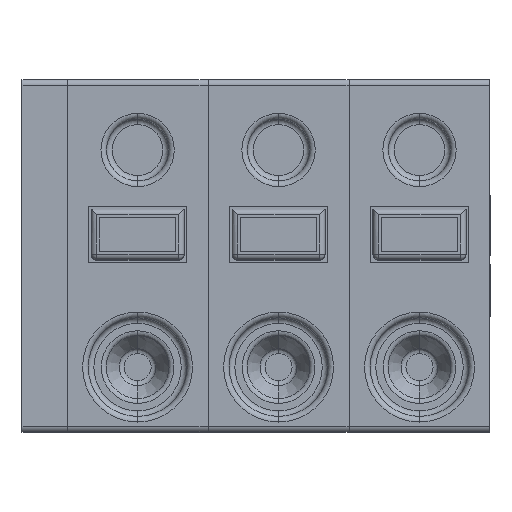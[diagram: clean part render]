
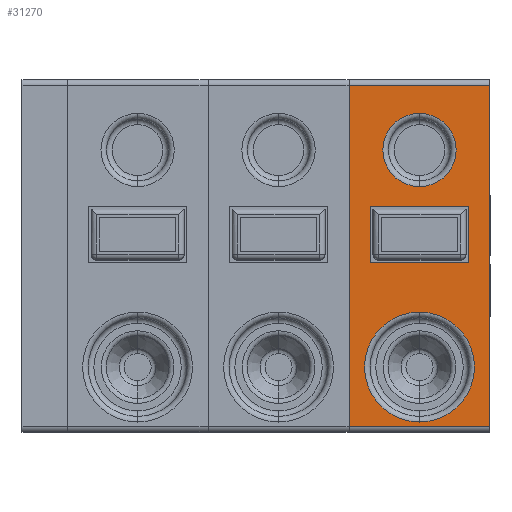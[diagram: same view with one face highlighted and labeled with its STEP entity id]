
A CAD part, top view. The second image highlights one B-rep face of the part: STEP entity #31270.
In plain terms, the highlighted planar face has unit normal (0, 0, 1).
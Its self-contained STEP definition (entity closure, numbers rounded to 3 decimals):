
#1385 = CARTESIAN_POINT ( 'NONE',  ( 7.55, -0.25, 11.94 ) ) ;
#1605 = VECTOR ( 'NONE', #28706, 1000. ) ;
#1650 = DIRECTION ( 'NONE',  ( 0., 0., -1. ) ) ;
#1822 = DIRECTION ( 'NONE',  ( 0., -1., 0. ) ) ;
#1930 = AXIS2_PLACEMENT_3D ( 'NONE', #25584, #1650, #1822 ) ;
#3230 = EDGE_CURVE ( 'NONE', #8268, #29590, #14739, .T. ) ;
#3591 = EDGE_LOOP ( 'NONE', ( #15374, #30503, #14254, #9022 ) ) ;
#3629 = CIRCLE ( 'NONE', #31887, 1.95 ) ;
#3745 = FACE_BOUND ( 'NONE', #15646, .T. ) ;
#3924 = CARTESIAN_POINT ( 'NONE',  ( 3.3, -6.25, 11.94 ) ) ;
#4139 = CARTESIAN_POINT ( 'NONE',  ( 3.3, -6.05, 11.94 ) ) ;
#4381 = CARTESIAN_POINT ( 'NONE',  ( 8.3, -6.25, 11.94 ) ) ;
#4387 = EDGE_CURVE ( 'NONE', #30148, #10936, #33627, .T. ) ;
#4413 = VERTEX_POINT ( 'NONE', #31222 ) ;
#4440 = CIRCLE ( 'NONE', #32679, 1.3 ) ;
#4769 = EDGE_CURVE ( 'NONE', #4413, #5923, #3629, .T. ) ;
#5068 = DIRECTION ( 'NONE',  ( 0., 0., -1. ) ) ;
#5522 = VERTEX_POINT ( 'NONE', #21131 ) ;
#5627 = VERTEX_POINT ( 'NONE', #32363 ) ;
#5920 = VECTOR ( 'NONE', #17286, 1000. ) ;
#5923 = VERTEX_POINT ( 'NONE', #11971 ) ;
#6031 = LINE ( 'NONE', #11379, #33705 ) ;
#6032 = DIRECTION ( 'NONE',  ( 0., 0., 1. ) ) ;
#6705 = LINE ( 'NONE', #3924, #5920 ) ;
#7166 = DIRECTION ( 'NONE',  ( 0., 1., 0. ) ) ;
#7788 = LINE ( 'NONE', #12817, #21681 ) ;
#7876 = DIRECTION ( 'NONE',  ( 0., -1., 0. ) ) ;
#7920 = VERTEX_POINT ( 'NONE', #4139 ) ;
#7943 = LINE ( 'NONE', #31727, #22741 ) ;
#7998 = ORIENTED_EDGE ( 'NONE', *, *, #18913, .F. ) ;
#8230 = VERTEX_POINT ( 'NONE', #16768 ) ;
#8268 = VERTEX_POINT ( 'NONE', #8603 ) ;
#8603 = CARTESIAN_POINT ( 'NONE',  ( 5.8, 5.05, 11.94 ) ) ;
#8866 = EDGE_CURVE ( 'NONE', #7920, #8230, #7943, .T. ) ;
#9022 = ORIENTED_EDGE ( 'NONE', *, *, #9942, .F. ) ;
#9942 = EDGE_CURVE ( 'NONE', #18995, #5627, #7788, .T. ) ;
#10538 = DIRECTION ( 'NONE',  ( 1., 0., 0. ) ) ;
#10698 = EDGE_CURVE ( 'NONE', #8230, #5522, #20178, .T. ) ;
#10936 = VERTEX_POINT ( 'NONE', #1385 ) ;
#11379 = CARTESIAN_POINT ( 'NONE',  ( 4.05, -0.25, 11.94 ) ) ;
#11566 = DIRECTION ( 'NONE',  ( 0., -1., 0. ) ) ;
#11971 = CARTESIAN_POINT ( 'NONE',  ( 5.8, -5.9, 11.94 ) ) ;
#12594 = ORIENTED_EDGE ( 'NONE', *, *, #4769, .T. ) ;
#12817 = CARTESIAN_POINT ( 'NONE',  ( 4.05, 1.75, 11.94 ) ) ;
#13708 = DIRECTION ( 'NONE',  ( -1., 0., 0. ) ) ;
#13904 = VECTOR ( 'NONE', #15399, 1000. ) ;
#13985 = FACE_BOUND ( 'NONE', #3591, .T. ) ;
#14254 = ORIENTED_EDGE ( 'NONE', *, *, #19826, .F. ) ;
#14739 = CIRCLE ( 'NONE', #19176, 1.3 ) ;
#15044 = ORIENTED_EDGE ( 'NONE', *, *, #30157, .T. ) ;
#15163 = CARTESIAN_POINT ( 'NONE',  ( 4.05, -0.25, 11.94 ) ) ;
#15231 = CARTESIAN_POINT ( 'NONE',  ( 4.05, -0.25, 11.94 ) ) ;
#15374 = ORIENTED_EDGE ( 'NONE', *, *, #16430, .F. ) ;
#15399 = DIRECTION ( 'NONE',  ( 1., 0., 0. ) ) ;
#15646 = EDGE_LOOP ( 'NONE', ( #15044, #29210 ) ) ;
#16430 = EDGE_CURVE ( 'NONE', #10936, #18995, #23513, .T. ) ;
#16768 = CARTESIAN_POINT ( 'NONE',  ( 8.3, -6.05, 11.94 ) ) ;
#17286 = DIRECTION ( 'NONE',  ( 0., 1., 0. ) ) ;
#17820 = DIRECTION ( 'NONE',  ( 0., 0., -1. ) ) ;
#18814 = DIRECTION ( 'NONE',  ( 0., 0., -1. ) ) ;
#18913 = EDGE_CURVE ( 'NONE', #7920, #24880, #6705, .T. ) ;
#18995 = VERTEX_POINT ( 'NONE', #19555 ) ;
#19176 = AXIS2_PLACEMENT_3D ( 'NONE', #28983, #5068, #26732 ) ;
#19555 = CARTESIAN_POINT ( 'NONE',  ( 7.55, 1.75, 11.94 ) ) ;
#19720 = PLANE ( 'NONE',  #21738 ) ;
#19826 = EDGE_CURVE ( 'NONE', #5627, #30148, #6031, .T. ) ;
#20178 = LINE ( 'NONE', #4381, #31098 ) ;
#21131 = CARTESIAN_POINT ( 'NONE',  ( 8.3, 6.05, 11.94 ) ) ;
#21554 = LINE ( 'NONE', #32103, #30368 ) ;
#21681 = VECTOR ( 'NONE', #31057, 1000. ) ;
#21738 = AXIS2_PLACEMENT_3D ( 'NONE', #30134, #6032, #11566 ) ;
#21927 = ORIENTED_EDGE ( 'NONE', *, *, #25696, .T. ) ;
#22297 = EDGE_LOOP ( 'NONE', ( #7998, #31590, #25750, #21927 ) ) ;
#22741 = VECTOR ( 'NONE', #10538, 1000. ) ;
#23025 = DIRECTION ( 'NONE',  ( 0., -1., 0. ) ) ;
#23513 = LINE ( 'NONE', #33899, #1605 ) ;
#24611 = DIRECTION ( 'NONE',  ( 0., -1., 0. ) ) ;
#24880 = VERTEX_POINT ( 'NONE', #31469 ) ;
#25173 = CARTESIAN_POINT ( 'NONE',  ( 5.8, 2.45, 11.94 ) ) ;
#25584 = CARTESIAN_POINT ( 'NONE',  ( 5.8, -3.95, 11.94 ) ) ;
#25696 = EDGE_CURVE ( 'NONE', #5522, #24880, #21554, .T. ) ;
#25749 = CIRCLE ( 'NONE', #1930, 1.95 ) ;
#25750 = ORIENTED_EDGE ( 'NONE', *, *, #10698, .T. ) ;
#26732 = DIRECTION ( 'NONE',  ( 0., -1., 0. ) ) ;
#26796 = CARTESIAN_POINT ( 'NONE',  ( 5.8, 3.75, 11.94 ) ) ;
#28222 = ORIENTED_EDGE ( 'NONE', *, *, #33827, .T. ) ;
#28706 = DIRECTION ( 'NONE',  ( 0., 1., 0. ) ) ;
#28983 = CARTESIAN_POINT ( 'NONE',  ( 5.8, 3.75, 11.94 ) ) ;
#29210 = ORIENTED_EDGE ( 'NONE', *, *, #3230, .T. ) ;
#29590 = VERTEX_POINT ( 'NONE', #25173 ) ;
#29783 = FACE_BOUND ( 'NONE', #31655, .T. ) ;
#30134 = CARTESIAN_POINT ( 'NONE',  ( 8.3, -6.25, 11.94 ) ) ;
#30148 = VERTEX_POINT ( 'NONE', #15163 ) ;
#30157 = EDGE_CURVE ( 'NONE', #29590, #8268, #4440, .T. ) ;
#30368 = VECTOR ( 'NONE', #13708, 1000. ) ;
#30503 = ORIENTED_EDGE ( 'NONE', *, *, #4387, .F. ) ;
#30821 = CARTESIAN_POINT ( 'NONE',  ( 5.8, -3.95, 11.94 ) ) ;
#31057 = DIRECTION ( 'NONE',  ( -1., 0., 0. ) ) ;
#31098 = VECTOR ( 'NONE', #7166, 1000. ) ;
#31222 = CARTESIAN_POINT ( 'NONE',  ( 5.8, -2., 11.94 ) ) ;
#31270 = ADVANCED_FACE ( 'NONE', ( #29783, #3745, #13985, #33053 ), #19720, .T. ) ;
#31469 = CARTESIAN_POINT ( 'NONE',  ( 3.3, 6.05, 11.94 ) ) ;
#31590 = ORIENTED_EDGE ( 'NONE', *, *, #8866, .T. ) ;
#31655 = EDGE_LOOP ( 'NONE', ( #28222, #12594 ) ) ;
#31727 = CARTESIAN_POINT ( 'NONE',  ( 8.3, -6.05, 11.94 ) ) ;
#31887 = AXIS2_PLACEMENT_3D ( 'NONE', #30821, #17820, #23025 ) ;
#32103 = CARTESIAN_POINT ( 'NONE',  ( 3.3, 6.05, 11.94 ) ) ;
#32363 = CARTESIAN_POINT ( 'NONE',  ( 4.05, 1.75, 11.94 ) ) ;
#32679 = AXIS2_PLACEMENT_3D ( 'NONE', #26796, #18814, #7876 ) ;
#33053 = FACE_OUTER_BOUND ( 'NONE', #22297, .T. ) ;
#33627 = LINE ( 'NONE', #15231, #13904 ) ;
#33705 = VECTOR ( 'NONE', #24611, 1000. ) ;
#33827 = EDGE_CURVE ( 'NONE', #5923, #4413, #25749, .T. ) ;
#33899 = CARTESIAN_POINT ( 'NONE',  ( 7.55, -0.25, 11.94 ) ) ;
